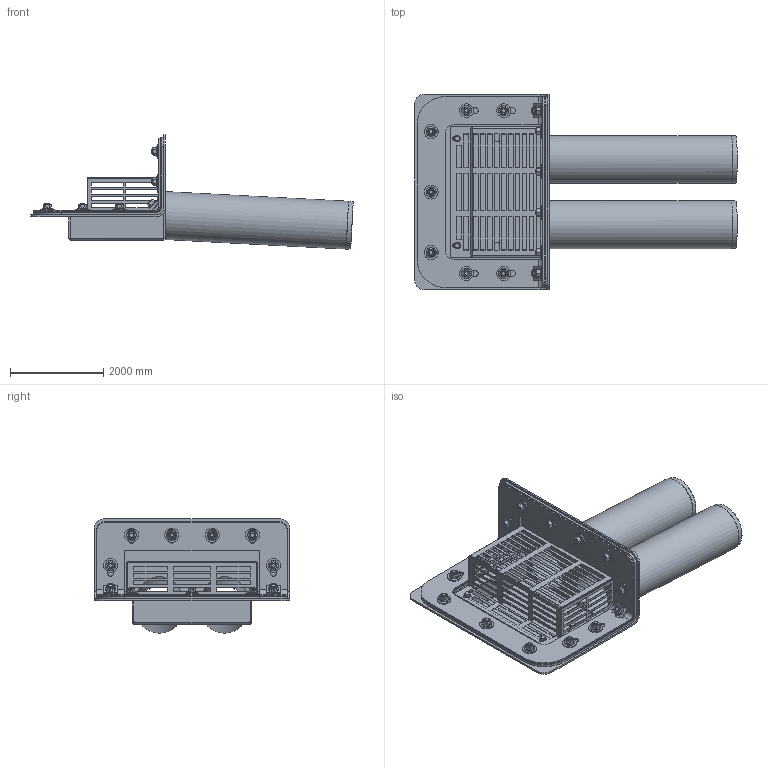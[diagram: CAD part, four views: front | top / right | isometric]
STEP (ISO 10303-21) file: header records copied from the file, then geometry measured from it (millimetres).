
FILE_DESCRIPTION(/* description */ (''),/* implementation_level */ '2;1');
FILE_NAME(/* name */ '13543.100X_3D.stp',/* time_stamp */ '2025-02-04T12:45:07+01:00',/* author */ ('c.rudolph'),/* organization */ (''),/* preprocessor_version */ 'ST-DEVELOPER v20',/* originating_system */ 'AutoCAD Mechanical',/* authorisation */ '');
FILE_SCHEMA (('AUTOMOTIVE_DESIGN { 1 0 10303 214 3 1 1 }'));
Length unit declared in the file: centimetre
Products named in the file (2): Product; *S0
Assembly tree (1 placements, depth 2):
  Product
    *S0
Bounding box: 6926.56 x 4200 x 2453.58 mm (x, y, z)
Volume: 2067195805.5 mm3; surface area: 167490815 mm2
Topology: 57 solids, 57 shells, 1521 faces, 3702 edges, 2273 vertices
Faces by surface type: plane 705, cone 554, cylinder 225, torus 23, bspline 14
Full cylindrical faces by diameter (mm): 60 x4, 83.76 x15, 90 x2, 100 x4, 105 x13, 120 x2, 300 x13, 992 x2, 1000 x2, 1030 x2
Entity records: 46837 total; most frequent: CARTESIAN_POINT 10537, DIRECTION 7473, ORIENTED_EDGE 7400, EDGE_CURVE 3700, AXIS2_PLACEMENT_3D 2610, VERTEX_POINT 2269, LINE 2253, VECTOR 2253
